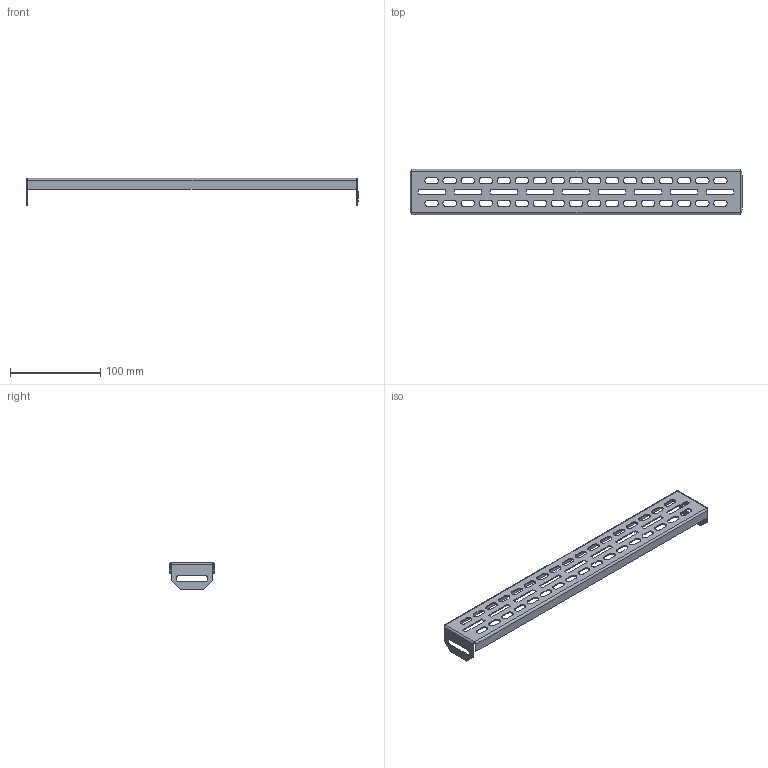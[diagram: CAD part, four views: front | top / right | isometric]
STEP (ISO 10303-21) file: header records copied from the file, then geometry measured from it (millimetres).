
FILE_DESCRIPTION (( 'STEP AP214' ), '1' );
FILE_NAME ('mb-15-rl-45n ÌÈ-2339.00.00.001 Ðåéêà ìîíòàæíàÿ äëÿ ëèòîãî êîðïóñà.STEP', '2021-11-15T12:14:43', ( '' ), ( '' ), 'SwSTEP 2.0', 'SolidWorks 2021', '' );
FILE_SCHEMA (( 'AUTOMOTIVE_DESIGN' ));
Length unit declared in the file: millimetre
Products named in the file (1): mb-15-rl-45n ÌÈ-2339.00.00.001 Ðåéêà ìîíòàæíàÿ äëÿ ëèòîãî êîðïóñà
Bounding box: 368 x 50 x 30 mm (x, y, z)
Volume: 27681 mm3; surface area: 49786.8 mm2
Topology: 1 solids, 1 shells, 256 faces, 730 edges, 476 vertices
Faces by surface type: plane 142, cylinder 114
Entity records: 8560 total; most frequent: DIRECTION 1472, CARTESIAN_POINT 1463, ORIENTED_EDGE 1460, EDGE_CURVE 730, VECTOR 502, LINE 502, AXIS2_PLACEMENT_3D 485, VERTEX_POINT 476
